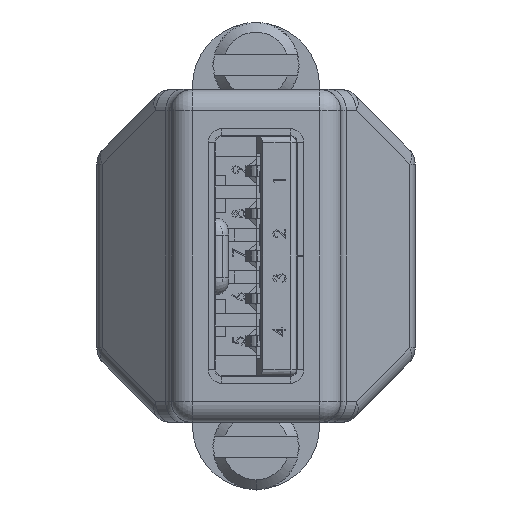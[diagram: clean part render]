
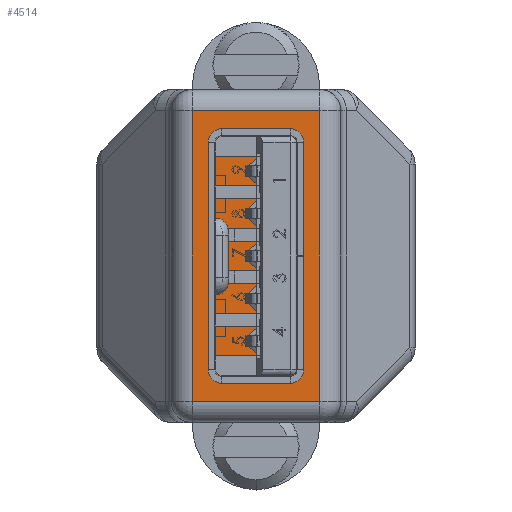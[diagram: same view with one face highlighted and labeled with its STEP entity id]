
A CAD part, left-side view. The second image highlights one B-rep face of the part: STEP entity #4514.
In plain terms, the highlighted face is planar.
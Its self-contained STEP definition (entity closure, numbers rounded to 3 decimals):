
#1793 = PLANE ( 'NONE',  #16253 ) ;
#4514 = ADVANCED_FACE ( 'NONE', ( #106054 ), #1793, .F. ) ;
#9368 = EDGE_CURVE ( 'NONE', #62458, #24315, #70899, .T. ) ;
#12604 = CARTESIAN_POINT ( 'NONE',  ( 7.85, 3., 0. ) ) ;
#16253 = AXIS2_PLACEMENT_3D ( 'NONE', #63168, #62060, #106300 ) ;
#20136 = CARTESIAN_POINT ( 'NONE',  ( 6.85, 4., 0. ) ) ;
#21455 = EDGE_CURVE ( 'NONE', #83463, #62458, #50784, .T. ) ;
#23516 = CARTESIAN_POINT ( 'NONE',  ( -7.85, -3., 0. ) ) ;
#24315 = VERTEX_POINT ( 'NONE', #86023 ) ;
#39413 = ORIENTED_EDGE ( 'NONE', *, *, #9368, .T. ) ;
#40112 = LINE ( 'NONE', #23516, #101734 ) ;
#41276 = CARTESIAN_POINT ( 'NONE',  ( -6.85, -3., 0. ) ) ;
#43777 = DIRECTION ( 'NONE',  ( 0., 1., 0. ) ) ;
#46240 = LINE ( 'NONE', #20136, #69622 ) ;
#48360 = ORIENTED_EDGE ( 'NONE', *, *, #90579, .T. ) ;
#50784 = LINE ( 'NONE', #96579, #70045 ) ;
#62060 = DIRECTION ( 'NONE',  ( 0., 0., 1. ) ) ;
#62458 = VERTEX_POINT ( 'NONE', #67490 ) ;
#63168 = CARTESIAN_POINT ( 'NONE',  ( -7.85, 4., 0. ) ) ;
#67371 = EDGE_CURVE ( 'NONE', #24315, #75834, #46240, .T. ) ;
#67490 = CARTESIAN_POINT ( 'NONE',  ( -6.85, 3., 0. ) ) ;
#69622 = VECTOR ( 'NONE', #98981, 1000. ) ;
#70045 = VECTOR ( 'NONE', #43777, 1000. ) ;
#70899 = LINE ( 'NONE', #12604, #88610 ) ;
#72801 = ORIENTED_EDGE ( 'NONE', *, *, #21455, .T. ) ;
#73854 = DIRECTION ( 'NONE',  ( 1., 0., 0. ) ) ;
#74862 = EDGE_LOOP ( 'NONE', ( #39413, #107545, #48360, #72801 ) ) ;
#75834 = VERTEX_POINT ( 'NONE', #106315 ) ;
#83463 = VERTEX_POINT ( 'NONE', #41276 ) ;
#85859 = DIRECTION ( 'NONE',  ( -1., 0., 0. ) ) ;
#86023 = CARTESIAN_POINT ( 'NONE',  ( 6.85, 3., 0. ) ) ;
#88610 = VECTOR ( 'NONE', #73854, 1000. ) ;
#90579 = EDGE_CURVE ( 'NONE', #75834, #83463, #40112, .T. ) ;
#96579 = CARTESIAN_POINT ( 'NONE',  ( -6.85, 4., 0. ) ) ;
#98981 = DIRECTION ( 'NONE',  ( 0., -1., 0. ) ) ;
#101734 = VECTOR ( 'NONE', #85859, 1000. ) ;
#106054 = FACE_OUTER_BOUND ( 'NONE', #74862, .T. ) ;
#106300 = DIRECTION ( 'NONE',  ( 1., 0., 0. ) ) ;
#106315 = CARTESIAN_POINT ( 'NONE',  ( 6.85, -3., 0. ) ) ;
#107545 = ORIENTED_EDGE ( 'NONE', *, *, #67371, .T. ) ;
